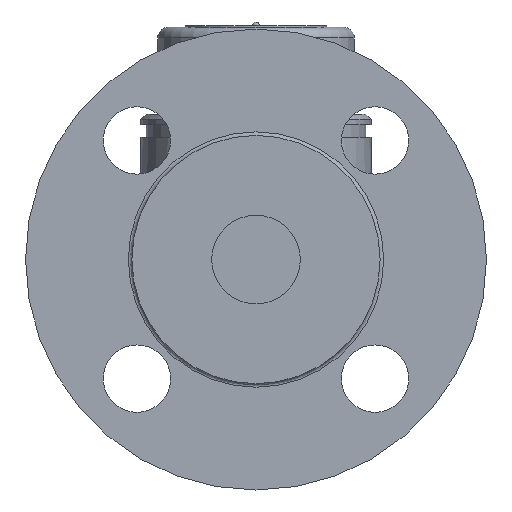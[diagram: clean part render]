
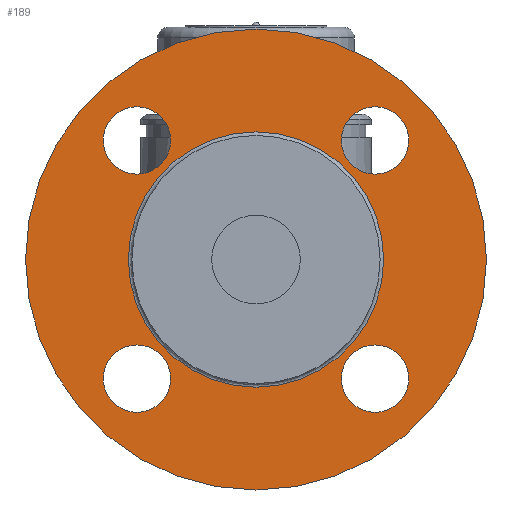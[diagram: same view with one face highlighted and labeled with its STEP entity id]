
A CAD part, left-side view. The second image highlights one B-rep face of the part: STEP entity #189.
In plain terms, the highlighted free-form (B-spline) face has degree [1, 1] with [2, 2] control points.
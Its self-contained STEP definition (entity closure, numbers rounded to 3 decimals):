
#103=CARTESIAN_POINT('',(-104.,0.,-36.));
#104=VERTEX_POINT('',#103);
#105=CARTESIAN_POINT('',(-104.,0.0,0.));
#106=DIRECTION('',(-1.0,0.0,0.0));
#107=DIRECTION('',(0.0,0.0,1.0));
#108=AXIS2_PLACEMENT_3D('',#105,#106,#107);
#109=CIRCLE('',#108,36.);
#110=EDGE_CURVE('',#104,#104,#109,.T.);
#126=CARTESIAN_POINT('',(-104.,65.,65.));
#127=CARTESIAN_POINT('',(-104.,65.,-65.));
#128=CARTESIAN_POINT('',(-104.,-65.,65.));
#129=CARTESIAN_POINT('',(-104.,-65.,-65.));
#130=B_SPLINE_SURFACE_WITH_KNOTS('',1,1,((#126,#128),(#127,#129)),.UNSPECIFIED.,.F.,.F.,.U.,(2,2),(2,2),(0.0,130.),(0.0,130.),.UNSPECIFIED.);
#131=CARTESIAN_POINT('',(-104.,0.0,65.));
#132=VERTEX_POINT('',#131);
#133=CARTESIAN_POINT('',(-104.,0.0,0.));
#134=DIRECTION('',(-1.0,0.0,0.0));
#135=DIRECTION('',(0.0,0.0,1.0));
#136=AXIS2_PLACEMENT_3D('',#133,#134,#135);
#137=CIRCLE('',#136,65.);
#138=EDGE_CURVE('',#132,#132,#137,.T.);
#139=ORIENTED_EDGE('',*,*,#138,.T.);
#140=EDGE_LOOP('',(#139));
#141=FACE_OUTER_BOUND('',#140,.T.);
#142=CARTESIAN_POINT('',(-104.,33.588,43.088));
#143=VERTEX_POINT('',#142);
#144=CARTESIAN_POINT('',(-104.,33.588,33.588));
#145=DIRECTION('',(1.0,0.0,0.0));
#146=DIRECTION('',(0.0,0.0,-1.0));
#147=AXIS2_PLACEMENT_3D('',#144,#145,#146);
#148=CIRCLE('',#147,9.5);
#149=EDGE_CURVE('',#143,#143,#148,.T.);
#150=ORIENTED_EDGE('',*,*,#149,.T.);
#151=EDGE_LOOP('',(#150));
#152=FACE_BOUND('',#151,.T.);
#153=CARTESIAN_POINT('',(-104.,43.088,-33.588));
#154=VERTEX_POINT('',#153);
#155=CARTESIAN_POINT('',(-104.,33.588,-33.588));
#156=DIRECTION('',(1.0,0.0,0.0));
#157=DIRECTION('',(0.0,-1.0,0.0));
#158=AXIS2_PLACEMENT_3D('',#155,#156,#157);
#159=CIRCLE('',#158,9.5);
#160=EDGE_CURVE('',#154,#154,#159,.T.);
#161=ORIENTED_EDGE('',*,*,#160,.T.);
#162=EDGE_LOOP('',(#161));
#163=FACE_BOUND('',#162,.T.);
#164=CARTESIAN_POINT('',(-104.,-33.588,-43.088));
#165=VERTEX_POINT('',#164);
#166=CARTESIAN_POINT('',(-104.,-33.588,-33.588));
#167=DIRECTION('',(1.0,0.0,0.0));
#168=DIRECTION('',(0.0,0.0,1.0));
#169=AXIS2_PLACEMENT_3D('',#166,#167,#168);
#170=CIRCLE('',#169,9.5);
#171=EDGE_CURVE('',#165,#165,#170,.T.);
#172=ORIENTED_EDGE('',*,*,#171,.T.);
#173=EDGE_LOOP('',(#172));
#174=FACE_BOUND('',#173,.T.);
#175=CARTESIAN_POINT('',(-104.,-43.088,33.588));
#176=VERTEX_POINT('',#175);
#177=CARTESIAN_POINT('',(-104.,-33.588,33.588));
#178=DIRECTION('',(1.0,0.0,0.0));
#179=DIRECTION('',(0.0,1.0,0.0));
#180=AXIS2_PLACEMENT_3D('',#177,#178,#179);
#181=CIRCLE('',#180,9.5);
#182=EDGE_CURVE('',#176,#176,#181,.T.);
#183=ORIENTED_EDGE('',*,*,#182,.T.);
#184=EDGE_LOOP('',(#183));
#185=FACE_BOUND('',#184,.T.);
#186=ORIENTED_EDGE('',*,*,#110,.F.);
#187=EDGE_LOOP('',(#186));
#188=FACE_BOUND('',#187,.T.);
#189=ADVANCED_FACE('',(#141,#152,#163,#174,#185,#188),#130,.T.);
